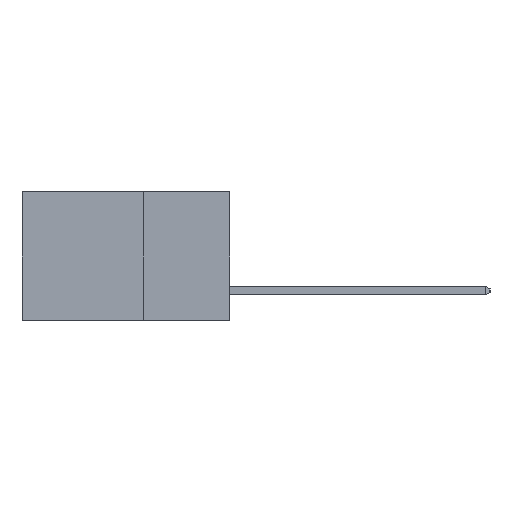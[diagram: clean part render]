
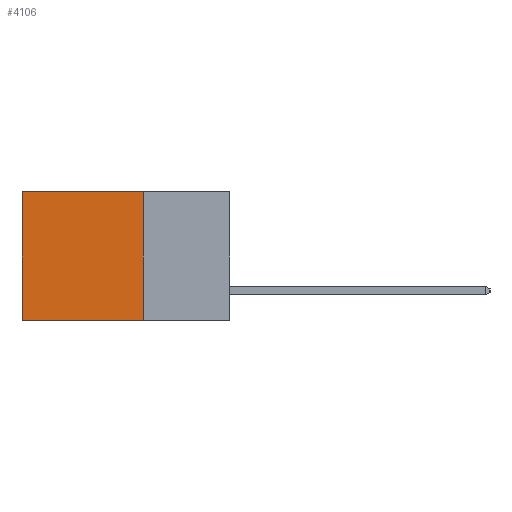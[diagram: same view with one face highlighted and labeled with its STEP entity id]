
A CAD part, left-side view. The second image highlights one B-rep face of the part: STEP entity #4106.
In plain terms, the highlighted planar face has unit normal (-1, 0, 0).
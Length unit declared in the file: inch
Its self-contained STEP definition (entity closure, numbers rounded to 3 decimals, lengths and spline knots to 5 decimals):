
#102 = CARTESIAN_POINT ( 'NONE',  ( 0.2615, 0.25, -0.37 ) ) ;
#265 = DIRECTION ( 'NONE',  ( 0., 0., -1. ) ) ;
#2052 = FACE_OUTER_BOUND ( 'NONE', #9834, .T. ) ;
#2270 = ORIENTED_EDGE ( 'NONE', *, *, #11318, .F. ) ;
#3100 = VERTEX_POINT ( 'NONE', #9708 ) ;
#3295 = EDGE_CURVE ( 'NONE', #3100, #3816, #9906, .T. ) ;
#3781 = CARTESIAN_POINT ( 'NONE',  ( 0.2615, 0.25, -0.37 ) ) ;
#3816 = VERTEX_POINT ( 'NONE', #4785 ) ;
#4106 = ADVANCED_FACE ( 'NONE', ( #2052 ), #5305, .F. ) ;
#4289 = CARTESIAN_POINT ( 'NONE',  ( 0.2615, 0.6, -0.37 ) ) ;
#4785 = CARTESIAN_POINT ( 'NONE',  ( 0.2615, 0.6, 0. ) ) ;
#5017 = DIRECTION ( 'NONE',  ( 0., 0., -1. ) ) ;
#5057 = EDGE_CURVE ( 'NONE', #3100, #7855, #11099, .T. ) ;
#5170 = LINE ( 'NONE', #4289, #9451 ) ;
#5277 = DIRECTION ( 'NONE',  ( 1., 0., 0. ) ) ;
#5290 = CARTESIAN_POINT ( 'NONE',  ( 0.2615, 0.25, -0.37 ) ) ;
#5305 = PLANE ( 'NONE',  #9309 ) ;
#5582 = CARTESIAN_POINT ( 'NONE',  ( 0.2615, 0.6, -0.37 ) ) ;
#6211 = CARTESIAN_POINT ( 'NONE',  ( 0.2615, 0.25, -0.37 ) ) ;
#6457 = CARTESIAN_POINT ( 'NONE',  ( 0.2615, 0.25, 0. ) ) ;
#6493 = DIRECTION ( 'NONE',  ( 0., 1., 0. ) ) ;
#7339 = LINE ( 'NONE', #6211, #9697 ) ;
#7530 = VECTOR ( 'NONE', #6493, 39.37008 ) ;
#7716 = ORIENTED_EDGE ( 'NONE', *, *, #3295, .T. ) ;
#7855 = VERTEX_POINT ( 'NONE', #3781 ) ;
#8068 = DIRECTION ( 'NONE',  ( 0., 1., 0. ) ) ;
#8897 = DIRECTION ( 'NONE',  ( 0., 0., -1. ) ) ;
#9107 = ORIENTED_EDGE ( 'NONE', *, *, #9926, .T. ) ;
#9309 = AXIS2_PLACEMENT_3D ( 'NONE', #5290, #5277, #5017 ) ;
#9451 = VECTOR ( 'NONE', #8897, 39.37008 ) ;
#9697 = VECTOR ( 'NONE', #8068, 39.37008 ) ;
#9708 = CARTESIAN_POINT ( 'NONE',  ( 0.2615, 0.25, 0. ) ) ;
#9834 = EDGE_LOOP ( 'NONE', ( #9107, #2270, #10161, #7716 ) ) ;
#9906 = LINE ( 'NONE', #6457, #7530 ) ;
#9926 = EDGE_CURVE ( 'NONE', #3816, #11948, #5170, .T. ) ;
#10161 = ORIENTED_EDGE ( 'NONE', *, *, #5057, .F. ) ;
#11099 = LINE ( 'NONE', #102, #11360 ) ;
#11318 = EDGE_CURVE ( 'NONE', #7855, #11948, #7339, .T. ) ;
#11360 = VECTOR ( 'NONE', #265, 39.37008 ) ;
#11948 = VERTEX_POINT ( 'NONE', #5582 ) ;
